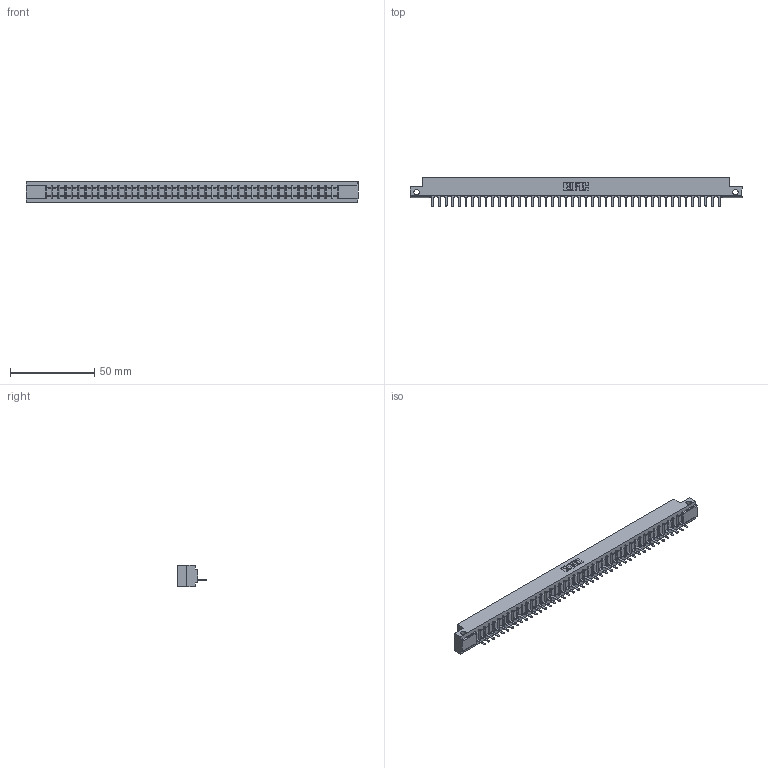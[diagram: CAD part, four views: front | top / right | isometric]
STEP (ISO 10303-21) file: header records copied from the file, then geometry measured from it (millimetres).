
FILE_DESCRIPTION (( 'STEP AP203' ), '1' );
FILE_NAME ('307-044-525-112.STEP', '2019-09-04T09:06:41', ( '' ), ( '' ), 'SwSTEP 2.0', 'SolidWorks 2016', '' );
FILE_SCHEMA (( 'CONFIG_CONTROL_DESIGN' ));
Length unit declared in the file: inch
Products named in the file (3): 307-044-525-112; 307 Part_.128 Dia Side Mounting Holes; 307-290-001_525
Assembly tree (45 placements, depth 2):
  307-044-525-112
    307 Part_.128 Dia Side Mounting Holes
    307-290-001_525  x44
Bounding box: 197.36 x 17.42 x 12.7 mm (x, y, z)
Volume: 20323.3 mm3; surface area: 21236.5 mm2
Topology: 45 solids, 45 shells, 2627 faces, 7451 edges, 4786 vertices
Faces by surface type: plane 1698, cylinder 839, sphere 90
Entity records: 37444 total; most frequent: CARTESIAN_POINT 6308, ORIENTED_EDGE 6294, DIRECTION 6133, EDGE_CURVE 3147, LINE 2415, VECTOR 2415, VERTEX_POINT 2034, AXIS2_PLACEMENT_3D 1859
